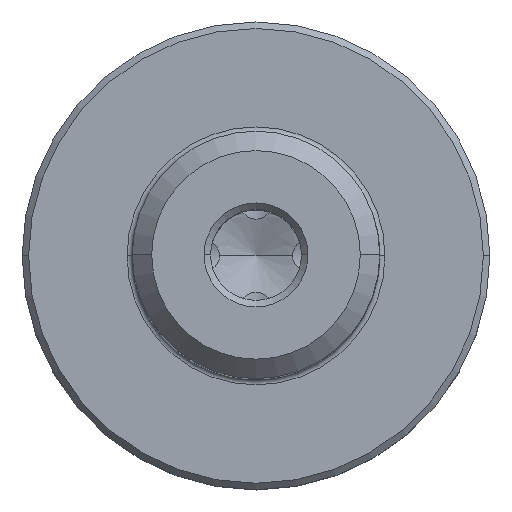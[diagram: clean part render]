
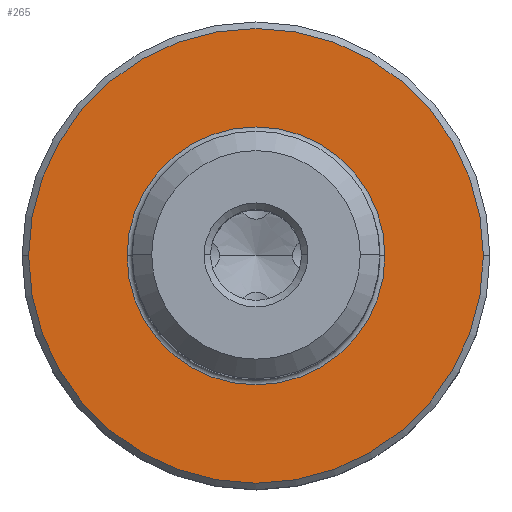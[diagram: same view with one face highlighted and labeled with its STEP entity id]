
A CAD part, top view. The second image highlights one B-rep face of the part: STEP entity #265.
In plain terms, the highlighted planar face has unit normal (0, 0, 1).
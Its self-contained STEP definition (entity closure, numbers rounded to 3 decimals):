
#265=ADVANCED_FACE('',(#311,#312),#291,.T.);
#291=PLANE('',#894);
#311=FACE_BOUND('',#338,.T.);
#312=FACE_BOUND('',#339,.T.);
#338=EDGE_LOOP('',(#499,#500));
#339=EDGE_LOOP('',(#501,#502));
#499=ORIENTED_EDGE('',*,*,#748,.F.);
#500=ORIENTED_EDGE('',*,*,#749,.F.);
#501=ORIENTED_EDGE('',*,*,#747,.F.);
#502=ORIENTED_EDGE('',*,*,#750,.F.);
#648=VERTEX_POINT('',#1929);
#649=VERTEX_POINT('',#1931);
#650=VERTEX_POINT('',#1935);
#651=VERTEX_POINT('',#1936);
#747=EDGE_CURVE('',#649,#648,#815,.T.);
#748=EDGE_CURVE('',#650,#651,#816,.T.);
#749=EDGE_CURVE('',#651,#650,#817,.T.);
#750=EDGE_CURVE('',#648,#649,#818,.T.);
#815=CIRCLE('',#889,9.925);
#816=CIRCLE('',#891,17.5);
#817=CIRCLE('',#892,17.5);
#818=CIRCLE('',#893,9.925);
#889=AXIS2_PLACEMENT_3D('',#1932,#1029,#1030);
#891=AXIS2_PLACEMENT_3D('',#1934,#1033,#1034);
#892=AXIS2_PLACEMENT_3D('',#1937,#1035,#1036);
#893=AXIS2_PLACEMENT_3D('',#1938,#1037,#1038);
#894=AXIS2_PLACEMENT_3D('',#1939,#1039,#1040);
#1029=DIRECTION('',(0.,0.,1.));
#1030=DIRECTION('',(1.,0.,0.));
#1033=DIRECTION('',(0.,0.,-1.));
#1034=DIRECTION('',(-1.,0.,0.));
#1035=DIRECTION('',(0.,0.,-1.));
#1036=DIRECTION('',(1.,0.,0.));
#1037=DIRECTION('',(0.,0.,1.));
#1038=DIRECTION('',(-1.,0.,0.));
#1039=DIRECTION('',(0.,0.,1.));
#1040=DIRECTION('',(1.,0.,0.));
#1929=CARTESIAN_POINT('',(-9.925,0.,11.));
#1931=CARTESIAN_POINT('',(9.925,0.,11.));
#1932=CARTESIAN_POINT('',(0.,0.,11.));
#1934=CARTESIAN_POINT('',(0.,0.,11.));
#1935=CARTESIAN_POINT('',(-17.5,0.,11.));
#1936=CARTESIAN_POINT('',(17.5,0.,11.));
#1937=CARTESIAN_POINT('',(0.,0.,11.));
#1938=CARTESIAN_POINT('',(0.,0.,11.));
#1939=CARTESIAN_POINT('',(0.,0.,11.));
